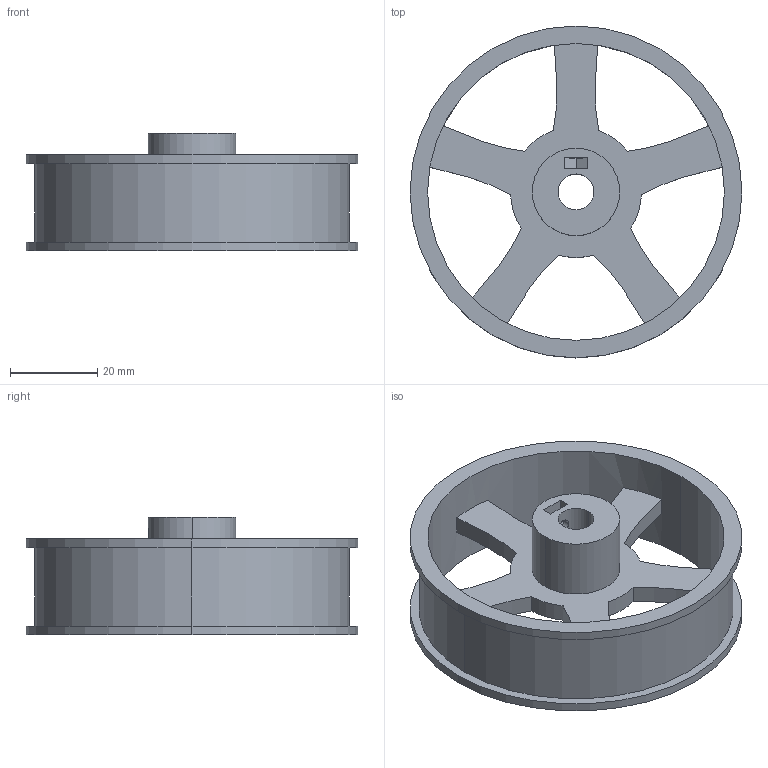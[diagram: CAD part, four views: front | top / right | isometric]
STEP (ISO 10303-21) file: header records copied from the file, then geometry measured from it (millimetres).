
FILE_DESCRIPTION (( 'STEP AP203' ), '1' );
FILE_NAME ('wheel_ver2.STEP', '2025-09-01T19:42:56', ( '' ), ( '' ), 'SwSTEP 2.0', 'SolidWorks 2025', '' );
FILE_SCHEMA (( 'CONFIG_CONTROL_DESIGN' ));
Length unit declared in the file: millimetre
Products named in the file (1): wheel_ver2
Bounding box: 75.94 x 75.94 x 27 mm (x, y, z)
Volume: 21204 mm3; surface area: 17713.2 mm2
Topology: 1 solids, 1 shells, 48 faces, 135 edges, 90 vertices
Faces by surface type: cylinder 21, plane 17, bspline 10
Entity records: 1786 total; most frequent: CARTESIAN_POINT 462, ORIENTED_EDGE 270, DIRECTION 237, EDGE_CURVE 135, VERTEX_POINT 90, AXIS2_PLACEMENT_3D 87, EDGE_LOOP 65, VECTOR 63
